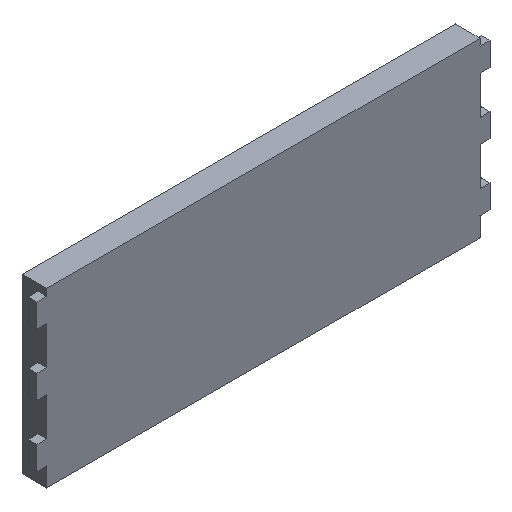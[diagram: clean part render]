
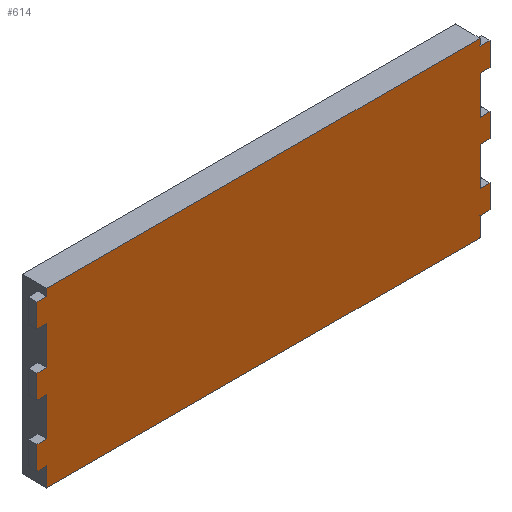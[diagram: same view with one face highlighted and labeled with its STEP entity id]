
A CAD part, isometric view. The second image highlights one B-rep face of the part: STEP entity #614.
In plain terms, the highlighted planar face has unit normal (0, -1, 0).
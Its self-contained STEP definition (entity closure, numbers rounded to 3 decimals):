
#48=FACE_OUTER_BOUND('',#78,.T.);
#78=EDGE_LOOP('',(#527,#528,#529,#530,#531,#532,#533,#534,#535,#536,#537,
#538,#539,#540,#541,#542,#543,#544,#545,#546,#547,#548,#549,#550,#551,#552,
#553,#554));
#85=LINE('',#827,#169);
#87=LINE('',#832,#171);
#89=LINE('',#835,#173);
#96=LINE('',#850,#180);
#98=LINE('',#855,#182);
#100=LINE('',#858,#184);
#107=LINE('',#873,#191);
#109=LINE('',#878,#193);
#111=LINE('',#881,#195);
#118=LINE('',#896,#202);
#120=LINE('',#901,#204);
#122=LINE('',#904,#206);
#129=LINE('',#919,#213);
#131=LINE('',#924,#215);
#133=LINE('',#927,#217);
#140=LINE('',#942,#224);
#142=LINE('',#947,#226);
#144=LINE('',#950,#228);
#145=LINE('',#952,#229);
#146=LINE('',#953,#230);
#147=LINE('',#955,#231);
#151=LINE('',#962,#235);
#152=LINE('',#965,#236);
#155=LINE('',#970,#239);
#158=LINE('',#975,#242);
#159=LINE('',#976,#243);
#160=LINE('',#977,#244);
#161=LINE('',#979,#245);
#169=VECTOR('',#675,10.);
#171=VECTOR('',#679,10.);
#173=VECTOR('',#683,10.);
#180=VECTOR('',#694,10.);
#182=VECTOR('',#698,10.);
#184=VECTOR('',#702,10.);
#191=VECTOR('',#713,10.);
#193=VECTOR('',#717,10.);
#195=VECTOR('',#721,10.);
#202=VECTOR('',#732,10.);
#204=VECTOR('',#736,10.);
#206=VECTOR('',#740,10.);
#213=VECTOR('',#751,10.);
#215=VECTOR('',#755,10.);
#217=VECTOR('',#759,10.);
#224=VECTOR('',#770,10.);
#226=VECTOR('',#774,10.);
#228=VECTOR('',#778,10.);
#229=VECTOR('',#781,10.);
#230=VECTOR('',#782,10.);
#231=VECTOR('',#783,10.);
#235=VECTOR('',#787,10.);
#236=VECTOR('',#790,10.);
#239=VECTOR('',#795,10.);
#242=VECTOR('',#798,10.);
#243=VECTOR('',#799,10.);
#244=VECTOR('',#800,10.);
#245=VECTOR('',#803,10.);
#251=VERTEX_POINT('',#823);
#252=VERTEX_POINT('',#825);
#253=VERTEX_POINT('',#829);
#254=VERTEX_POINT('',#831);
#259=VERTEX_POINT('',#846);
#260=VERTEX_POINT('',#848);
#261=VERTEX_POINT('',#852);
#262=VERTEX_POINT('',#854);
#267=VERTEX_POINT('',#869);
#268=VERTEX_POINT('',#871);
#269=VERTEX_POINT('',#875);
#270=VERTEX_POINT('',#877);
#275=VERTEX_POINT('',#892);
#276=VERTEX_POINT('',#894);
#277=VERTEX_POINT('',#898);
#278=VERTEX_POINT('',#900);
#283=VERTEX_POINT('',#915);
#284=VERTEX_POINT('',#917);
#285=VERTEX_POINT('',#921);
#286=VERTEX_POINT('',#923);
#291=VERTEX_POINT('',#938);
#292=VERTEX_POINT('',#940);
#293=VERTEX_POINT('',#944);
#294=VERTEX_POINT('',#946);
#295=VERTEX_POINT('',#954);
#298=VERTEX_POINT('',#960);
#299=VERTEX_POINT('',#964);
#302=VERTEX_POINT('',#973);
#309=EDGE_CURVE('',#251,#252,#85,.T.);
#311=EDGE_CURVE('',#253,#254,#87,.T.);
#313=EDGE_CURVE('',#254,#252,#89,.T.);
#320=EDGE_CURVE('',#259,#260,#96,.T.);
#322=EDGE_CURVE('',#261,#262,#98,.T.);
#324=EDGE_CURVE('',#262,#260,#100,.T.);
#331=EDGE_CURVE('',#267,#268,#107,.T.);
#333=EDGE_CURVE('',#269,#270,#109,.T.);
#335=EDGE_CURVE('',#270,#268,#111,.T.);
#342=EDGE_CURVE('',#275,#276,#118,.T.);
#344=EDGE_CURVE('',#277,#278,#120,.T.);
#346=EDGE_CURVE('',#278,#276,#122,.T.);
#353=EDGE_CURVE('',#283,#284,#129,.T.);
#355=EDGE_CURVE('',#285,#286,#131,.T.);
#357=EDGE_CURVE('',#286,#284,#133,.T.);
#364=EDGE_CURVE('',#291,#292,#140,.T.);
#366=EDGE_CURVE('',#293,#294,#142,.T.);
#368=EDGE_CURVE('',#294,#292,#144,.T.);
#369=EDGE_CURVE('',#277,#259,#145,.T.);
#370=EDGE_CURVE('',#293,#275,#146,.T.);
#371=EDGE_CURVE('',#295,#291,#147,.T.);
#375=EDGE_CURVE('',#261,#298,#151,.T.);
#376=EDGE_CURVE('',#298,#299,#152,.T.);
#379=EDGE_CURVE('',#299,#251,#155,.T.);
#382=EDGE_CURVE('',#285,#302,#158,.T.);
#383=EDGE_CURVE('',#269,#283,#159,.T.);
#384=EDGE_CURVE('',#253,#267,#160,.T.);
#385=EDGE_CURVE('',#302,#295,#161,.T.);
#527=ORIENTED_EDGE('',*,*,#385,.T.);
#528=ORIENTED_EDGE('',*,*,#371,.T.);
#529=ORIENTED_EDGE('',*,*,#364,.T.);
#530=ORIENTED_EDGE('',*,*,#368,.F.);
#531=ORIENTED_EDGE('',*,*,#366,.F.);
#532=ORIENTED_EDGE('',*,*,#370,.T.);
#533=ORIENTED_EDGE('',*,*,#342,.T.);
#534=ORIENTED_EDGE('',*,*,#346,.F.);
#535=ORIENTED_EDGE('',*,*,#344,.F.);
#536=ORIENTED_EDGE('',*,*,#369,.T.);
#537=ORIENTED_EDGE('',*,*,#320,.T.);
#538=ORIENTED_EDGE('',*,*,#324,.F.);
#539=ORIENTED_EDGE('',*,*,#322,.F.);
#540=ORIENTED_EDGE('',*,*,#375,.T.);
#541=ORIENTED_EDGE('',*,*,#376,.T.);
#542=ORIENTED_EDGE('',*,*,#379,.T.);
#543=ORIENTED_EDGE('',*,*,#309,.T.);
#544=ORIENTED_EDGE('',*,*,#313,.F.);
#545=ORIENTED_EDGE('',*,*,#311,.F.);
#546=ORIENTED_EDGE('',*,*,#384,.T.);
#547=ORIENTED_EDGE('',*,*,#331,.T.);
#548=ORIENTED_EDGE('',*,*,#335,.F.);
#549=ORIENTED_EDGE('',*,*,#333,.F.);
#550=ORIENTED_EDGE('',*,*,#383,.T.);
#551=ORIENTED_EDGE('',*,*,#353,.T.);
#552=ORIENTED_EDGE('',*,*,#357,.F.);
#553=ORIENTED_EDGE('',*,*,#355,.F.);
#554=ORIENTED_EDGE('',*,*,#382,.T.);
#584=PLANE('',#659);
#614=ADVANCED_FACE('',(#48),#584,.F.);
#659=AXIS2_PLACEMENT_3D('',#982,#807,#808);
#675=DIRECTION('',(-1.,0.,0.));
#679=DIRECTION('',(-1.,0.,0.));
#683=DIRECTION('',(0.,0.,1.));
#694=DIRECTION('',(1.,0.,0.));
#698=DIRECTION('',(1.,0.,0.));
#702=DIRECTION('',(0.,0.,-1.));
#713=DIRECTION('',(-1.,0.,0.));
#717=DIRECTION('',(-1.,0.,0.));
#721=DIRECTION('',(0.,0.,1.));
#732=DIRECTION('',(1.,0.,0.));
#736=DIRECTION('',(1.,0.,0.));
#740=DIRECTION('',(0.,0.,-1.));
#751=DIRECTION('',(-1.,0.,0.));
#755=DIRECTION('',(-1.,0.,0.));
#759=DIRECTION('',(0.,0.,1.));
#770=DIRECTION('',(1.,0.,0.));
#774=DIRECTION('',(1.,0.,0.));
#778=DIRECTION('',(0.,0.,-1.));
#781=DIRECTION('',(0.,0.,1.));
#782=DIRECTION('',(0.,0.,1.));
#783=DIRECTION('',(0.,0.,1.));
#787=DIRECTION('',(0.,0.,1.));
#790=DIRECTION('',(-1.,0.,0.));
#795=DIRECTION('',(0.,0.,-1.));
#798=DIRECTION('',(0.,0.,-1.));
#799=DIRECTION('',(0.,0.,-1.));
#800=DIRECTION('',(0.,0.,-1.));
#803=DIRECTION('',(1.,0.,0.));
#807=DIRECTION('center_axis',(0.,1.,0.));
#808=DIRECTION('ref_axis',(1.,0.,0.));
#823=CARTESIAN_POINT('',(-87.795,0.,32.25));
#825=CARTESIAN_POINT('',(-91.795,0.,32.25));
#827=CARTESIAN_POINT('',(-87.795,0.,32.25));
#829=CARTESIAN_POINT('',(-87.795,0.,22.75));
#831=CARTESIAN_POINT('',(-91.795,0.,22.75));
#832=CARTESIAN_POINT('',(-87.795,0.,22.75));
#835=CARTESIAN_POINT('',(-91.795,0.,25.125));
#846=CARTESIAN_POINT('',(87.795,0.,22.75));
#848=CARTESIAN_POINT('',(91.795,0.,22.75));
#850=CARTESIAN_POINT('',(87.795,0.,22.75));
#852=CARTESIAN_POINT('',(87.795,0.,32.25));
#854=CARTESIAN_POINT('',(91.795,0.,32.25));
#855=CARTESIAN_POINT('',(87.795,0.,32.25));
#858=CARTESIAN_POINT('',(91.795,0.,29.875));
#869=CARTESIAN_POINT('',(-87.795,0.,7.25));
#871=CARTESIAN_POINT('',(-91.795,0.,7.25));
#873=CARTESIAN_POINT('',(-87.795,0.,7.25));
#875=CARTESIAN_POINT('',(-87.795,0.,-2.25));
#877=CARTESIAN_POINT('',(-91.795,0.,-2.25));
#878=CARTESIAN_POINT('',(-87.795,0.,-2.25));
#881=CARTESIAN_POINT('',(-91.795,0.,0.125));
#892=CARTESIAN_POINT('',(87.795,0.,-2.25));
#894=CARTESIAN_POINT('',(91.795,0.,-2.25));
#896=CARTESIAN_POINT('',(87.795,0.,-2.25));
#898=CARTESIAN_POINT('',(87.795,0.,7.25));
#900=CARTESIAN_POINT('',(91.795,0.,7.25));
#901=CARTESIAN_POINT('',(87.795,0.,7.25));
#904=CARTESIAN_POINT('',(91.795,0.,4.875));
#915=CARTESIAN_POINT('',(-87.795,0.,-17.75));
#917=CARTESIAN_POINT('',(-91.795,0.,-17.75));
#919=CARTESIAN_POINT('',(-87.795,0.,-17.75));
#921=CARTESIAN_POINT('',(-87.795,0.,-27.25));
#923=CARTESIAN_POINT('',(-91.795,0.,-27.25));
#924=CARTESIAN_POINT('',(-87.795,0.,-27.25));
#927=CARTESIAN_POINT('',(-91.795,0.,-24.875));
#938=CARTESIAN_POINT('',(87.795,0.,-27.25));
#940=CARTESIAN_POINT('',(91.795,0.,-27.25));
#942=CARTESIAN_POINT('',(87.795,0.,-27.25));
#944=CARTESIAN_POINT('',(87.795,0.,-17.75));
#946=CARTESIAN_POINT('',(91.795,0.,-17.75));
#947=CARTESIAN_POINT('',(87.795,0.,-17.75));
#950=CARTESIAN_POINT('',(91.795,0.,-20.125));
#952=CARTESIAN_POINT('',(87.795,0.,-35.));
#953=CARTESIAN_POINT('',(87.795,0.,-35.));
#954=CARTESIAN_POINT('',(87.795,0.,-35.));
#955=CARTESIAN_POINT('',(87.795,0.,-35.));
#960=CARTESIAN_POINT('',(87.795,0.,35.));
#962=CARTESIAN_POINT('',(87.795,0.,-35.));
#964=CARTESIAN_POINT('',(-87.795,0.,35.));
#965=CARTESIAN_POINT('',(87.795,0.,35.));
#970=CARTESIAN_POINT('',(-87.795,0.,35.));
#973=CARTESIAN_POINT('',(-87.795,0.,-35.));
#975=CARTESIAN_POINT('',(-87.795,0.,35.));
#976=CARTESIAN_POINT('',(-87.795,0.,35.));
#977=CARTESIAN_POINT('',(-87.795,0.,35.));
#979=CARTESIAN_POINT('',(-87.795,0.,-35.));
#982=CARTESIAN_POINT('Origin',(0.,0.,
0.));
